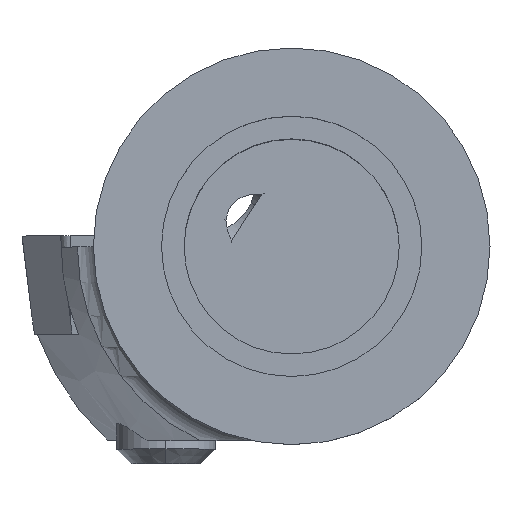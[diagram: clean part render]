
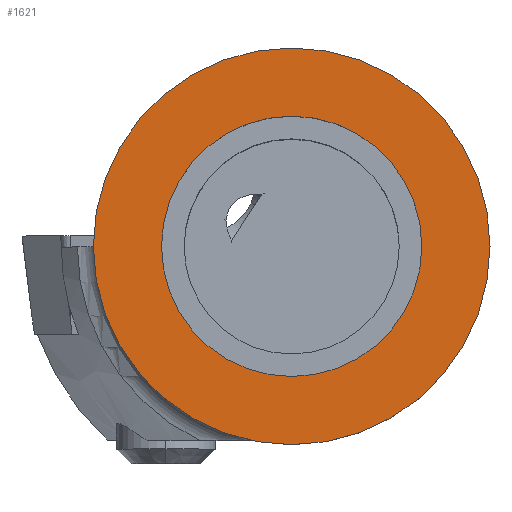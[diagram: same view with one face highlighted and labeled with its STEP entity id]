
A CAD part, top view. The second image highlights one B-rep face of the part: STEP entity #1621.
In plain terms, the highlighted planar face has unit normal (0, 0, 1).
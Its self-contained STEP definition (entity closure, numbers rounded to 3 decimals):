
#655=VERTEX_POINT('NONE',#1771);
#717=VERTEX_POINT('',#1843);
#789=VERTEX_POINT('NONE',#1923);
#1107=EDGE_CURVE('NONE',#789,#1191,#2271,.F.);
#1191=VERTEX_POINT('',#2366);
#1295=EDGE_CURVE('NONE',#717,#655,#2483,.F.);
#1347=EDGE_CURVE('NONE',#1191,#789,#2537,.F.);
#1509=EDGE_CURVE('NONE',#655,#717,#2718,.F.);
#1621=ADVANCED_FACE('NONE',(#2838,#2839),#2840,.F.);
#1771=CARTESIAN_POINT('',(0.,5.25,0.5));
#1843=CARTESIAN_POINT('',(0.,-5.25,0.5));
#1923=CARTESIAN_POINT('',(0.0,8.0,0.5));
#2271=CIRCLE('',#3720,8.0);
#2366=CARTESIAN_POINT('',(0.,-8.0,0.5));
#2483=CIRCLE('',#3998,5.25);
#2537=CIRCLE('',#4074,8.0);
#2718=CIRCLE('',#4328,5.25);
#2838=FACE_OUTER_BOUND('',#4485,.T.);
#2839=FACE_BOUND('',#4486,.T.);
#2840=PLANE('',#4487);
#3720=AXIS2_PLACEMENT_3D('',#5309,#5310,#5311);
#3998=AXIS2_PLACEMENT_3D('',#5599,#5600,#5601);
#4074=AXIS2_PLACEMENT_3D('',#5660,#5661,#5662);
#4328=AXIS2_PLACEMENT_3D('',#5893,#5894,#5895);
#4485=EDGE_LOOP('',(#6005,#6006));
#4486=EDGE_LOOP('',(#6007,#6008));
#4487=AXIS2_PLACEMENT_3D('',#6009,#6010,#6011);
#5309=CARTESIAN_POINT('',(0.0,0.,0.5));
#5310=DIRECTION('',(0.,0.,1.0));
#5311=DIRECTION('',(0.,1.0,0.0));
#5599=CARTESIAN_POINT('',(0.,0.,0.5));
#5600=DIRECTION('',(0.,0.,-1.0));
#5601=DIRECTION('',(0.,1.0,0.0));
#5660=CARTESIAN_POINT('',(0.0,0.,0.5));
#5661=DIRECTION('',(0.,0.,1.0));
#5662=DIRECTION('',(0.,1.0,0.0));
#5893=CARTESIAN_POINT('',(0.,0.,0.5));
#5894=DIRECTION('',(0.,0.,-1.0));
#5895=DIRECTION('',(0.,1.0,0.0));
#6005=ORIENTED_EDGE('',*,*,#1107,.F.);
#6006=ORIENTED_EDGE('',*,*,#1347,.F.);
#6007=ORIENTED_EDGE('',*,*,#1509,.F.);
#6008=ORIENTED_EDGE('',*,*,#1295,.F.);
#6009=CARTESIAN_POINT('',(0.0,0.,0.5));
#6010=DIRECTION('',(0.,0.,-1.0));
#6011=DIRECTION('',(0.,1.0,0.0));
